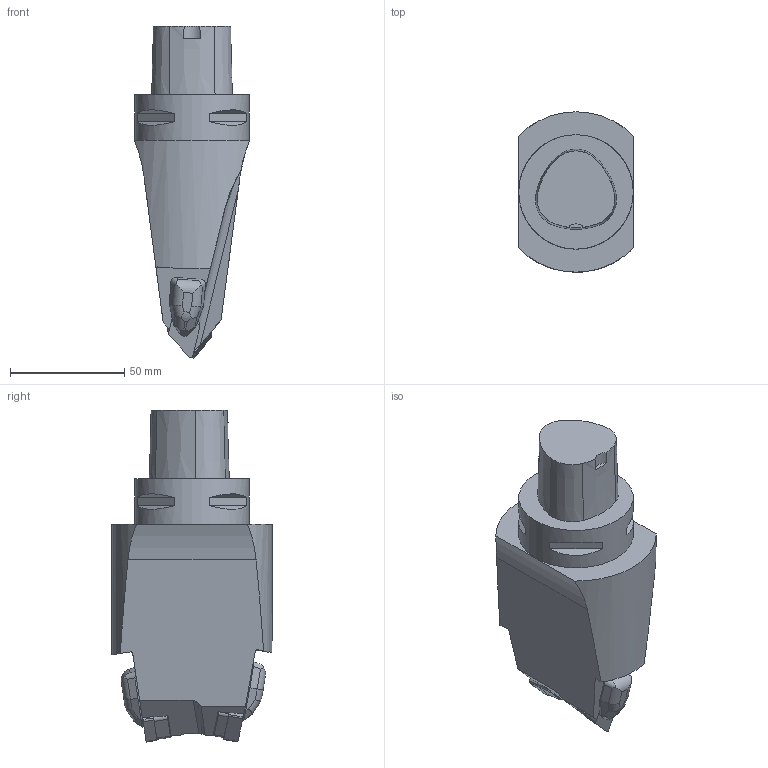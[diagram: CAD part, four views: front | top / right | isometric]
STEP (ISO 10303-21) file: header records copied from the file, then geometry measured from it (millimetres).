
FILE_DESCRIPTION(/* description */ (''),/* implementation_level */ '2;1');
FILE_NAME(/* name */ '1527858143891.stp',/* time_stamp */ '2018-06-01T15:02:32+02:00',/* author */ (''),/* organization */ ('SMS'),/* preprocessor_version */ 'ST-DEVELOPER v15',/* originating_system */ 'SIEMENS PLM Software NX 8.5',/* authorisation */ '');
FILE_SCHEMA (('AUTOMOTIVE_DESIGN { 1 0 10303 214 3 1 1 1 }'));
Length unit declared in the file: millimetre
Products named in the file (5): ASSEMBLY_CONSTRUCTION; IsoTurningInsert; 201674796mod000_00; 201674795mod000_00
Assembly tree (4 placements, depth 2):
  201674795mod000_00
    201674796mod000_00
    IsoTurningInsert
    IsoTurningInsert
    ASSEMBLY_CONSTRUCTION
Bounding box: 50.42 x 70 x 145 mm (x, y, z)
Volume: 239458.8 mm3; surface area: 29185.7 mm2
Topology: 3 solids, 3 shells, 166 faces, 446 edges, 302 vertices
Faces by surface type: plane 103, cylinder 49, cone 12, extrusion 1, bspline 1
Full cylindrical faces by diameter (mm): 5.156 x2, 50 x1
Entity records: 5631 total; most frequent: CARTESIAN_POINT 1207, ORIENTED_EDGE 882, DIRECTION 881, EDGE_CURVE 441, AXIS2_PLACEMENT_3D 300, VERTEX_POINT 290, VECTOR 281, LINE 280
